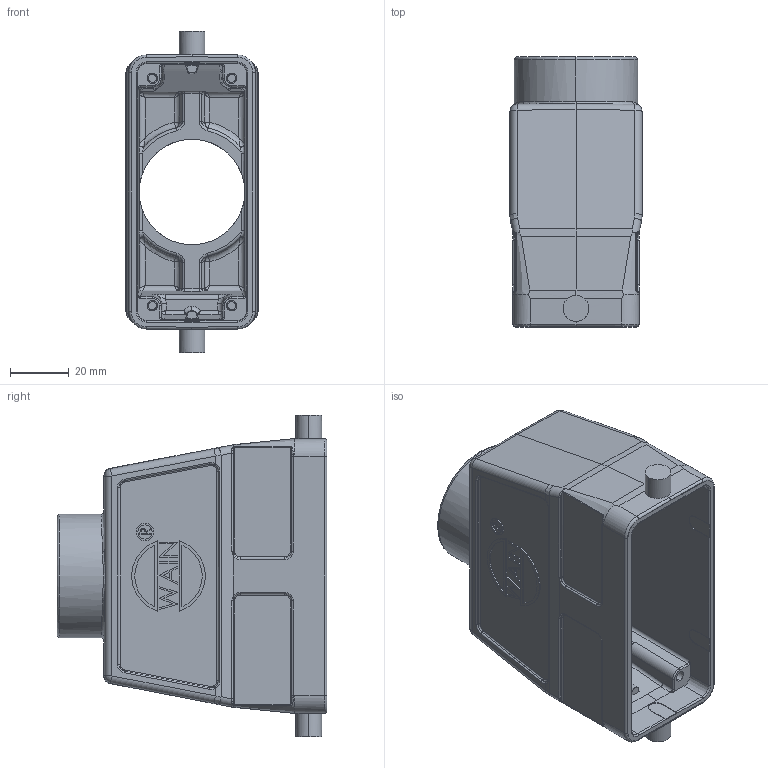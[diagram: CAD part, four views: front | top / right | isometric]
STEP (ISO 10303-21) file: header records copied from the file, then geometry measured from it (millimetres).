
FILE_DESCRIPTION(/* description */ (''),/* implementation_level */ '2;1');
FILE_NAME(/* name */ '3D_1240164155005_HV16B-TEH-2B-M40_V1.1.stp',/* time_stamp */ '2024-01-05T10:26:34+08:00',/* author */ (''),/* organization */ (''),/* preprocessor_version */ 'ST-DEVELOPER v18.1',/* originating_system */ 'SIEMENS PLM Software NX 1980',/* authorisation */ '');
FILE_SCHEMA (('AUTOMOTIVE_DESIGN { 1 0 10303 214 3 1 1 1 }'));
Length unit declared in the file: millimetre
Products named in the file (1): 145932C43606rl5s
Bounding box: 45 x 91.97 x 109.5 mm (x, y, z)
Volume: 78171.2 mm3; surface area: 46308.6 mm2
Topology: 3 solids, 3 shells, 713 faces, 1755 edges, 1052 vertices
Faces by surface type: plane 262, cylinder 219, torus 120, bspline 65, cone 29, sphere 12, extrusion 6
Full cylindrical faces by diameter (mm): 36 x1, 38.5 x1
Entity records: 27302 total; most frequent: CARTESIAN_POINT 11746, ORIENTED_EDGE 3440, DIRECTION 2834, EDGE_CURVE 1720, VERTEX_POINT 1050, AXIS2_PLACEMENT_3D 1005, VECTOR 824, LINE 818
